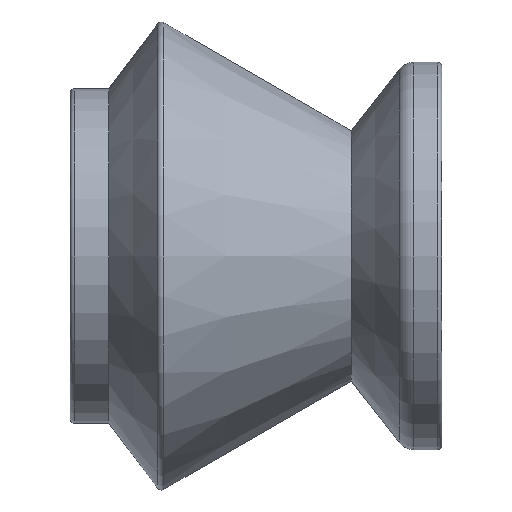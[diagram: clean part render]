
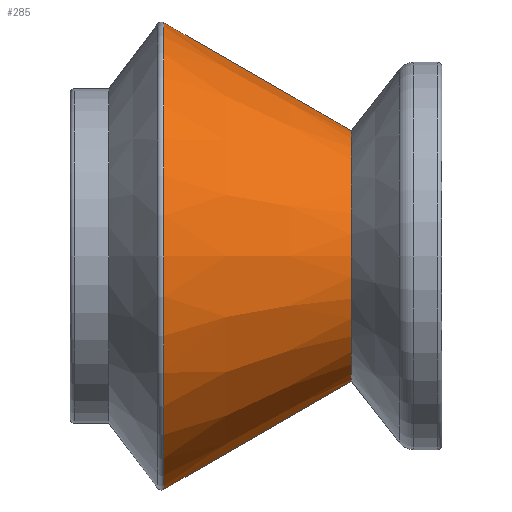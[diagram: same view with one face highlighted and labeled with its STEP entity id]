
A CAD part, front view. The second image highlights one B-rep face of the part: STEP entity #285.
In plain terms, the highlighted conical face has half-angle 30 degrees and reference radius 39.868 mm.
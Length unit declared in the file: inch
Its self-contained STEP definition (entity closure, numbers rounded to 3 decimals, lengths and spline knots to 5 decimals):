
#15 = ORIENTED_EDGE ( 'NONE', *, *, #610, .F. ) ;
#41 = ORIENTED_EDGE ( 'NONE', *, *, #186, .T. ) ;
#42 = VERTEX_POINT ( 'NONE', #111 ) ;
#99 = AXIS2_PLACEMENT_3D ( 'NONE', #599, #384, #370 ) ;
#111 = CARTESIAN_POINT ( 'NONE',  ( -0.61915, 1.226, 10.43039 ) ) ;
#117 = CONICAL_SURFACE ( 'NONE', #483, 1.56961, 0.524 ) ;
#170 = CARTESIAN_POINT ( 'NONE',  ( 0.64137, 1.226, 11.15815 ) ) ;
#173 = LINE ( 'NONE', #226, #274 ) ;
#186 = EDGE_CURVE ( 'NONE', #221, #436, #173, .T. ) ;
#192 = CARTESIAN_POINT ( 'NONE',  ( -0.61915, 1.226, 12. ) ) ;
#197 = CIRCLE ( 'NONE', #99, 0.84185 ) ;
#221 = VERTEX_POINT ( 'NONE', #340 ) ;
#226 = CARTESIAN_POINT ( 'NONE',  ( -0.61915, 1.226, 13.56961 ) ) ;
#259 = EDGE_CURVE ( 'NONE', #266, #42, #519, .T. ) ;
#266 = VERTEX_POINT ( 'NONE', #170 ) ;
#270 = DIRECTION ( 'NONE',  ( 1., 0., 0. ) ) ;
#274 = VECTOR ( 'NONE', #462, 39.37008 ) ;
#285 = ADVANCED_FACE ( 'NONE', ( #338 ), #117, .T. ) ;
#289 = ORIENTED_EDGE ( 'NONE', *, *, #259, .F. ) ;
#302 = CIRCLE ( 'NONE', #544, 1.56961 ) ;
#305 = ORIENTED_EDGE ( 'NONE', *, *, #431, .T. ) ;
#309 = DIRECTION ( 'NONE',  ( -0.866, 0., -0.5 ) ) ;
#338 = FACE_OUTER_BOUND ( 'NONE', #444, .T. ) ;
#340 = CARTESIAN_POINT ( 'NONE',  ( 0.64137, 1.226, 12.84185 ) ) ;
#370 = DIRECTION ( 'NONE',  ( 0., 0., -1. ) ) ;
#384 = DIRECTION ( 'NONE',  ( 1., 0., 0. ) ) ;
#431 = EDGE_CURVE ( 'NONE', #436, #42, #302, .T. ) ;
#432 = DIRECTION ( 'NONE',  ( 0., 0., -1. ) ) ;
#436 = VERTEX_POINT ( 'NONE', #500 ) ;
#444 = EDGE_LOOP ( 'NONE', ( #289, #15, #41, #305 ) ) ;
#462 = DIRECTION ( 'NONE',  ( -0.866, 0., 0.5 ) ) ;
#483 = AXIS2_PLACEMENT_3D ( 'NONE', #512, #619, #582 ) ;
#500 = CARTESIAN_POINT ( 'NONE',  ( -0.61915, 1.226, 13.56961 ) ) ;
#512 = CARTESIAN_POINT ( 'NONE',  ( -0.61915, 1.226, 12. ) ) ;
#517 = VECTOR ( 'NONE', #309, 39.37008 ) ;
#519 = LINE ( 'NONE', #561, #517 ) ;
#544 = AXIS2_PLACEMENT_3D ( 'NONE', #192, #270, #432 ) ;
#561 = CARTESIAN_POINT ( 'NONE',  ( -0.61915, 1.226, 10.43039 ) ) ;
#582 = DIRECTION ( 'NONE',  ( 0., 0., 1. ) ) ;
#599 = CARTESIAN_POINT ( 'NONE',  ( 0.64137, 1.226, 12. ) ) ;
#610 = EDGE_CURVE ( 'NONE', #221, #266, #197, .T. ) ;
#619 = DIRECTION ( 'NONE',  ( -1., 0., 0. ) ) ;
